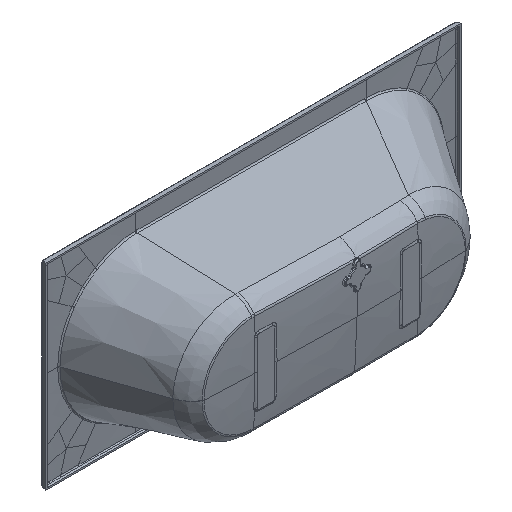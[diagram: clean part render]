
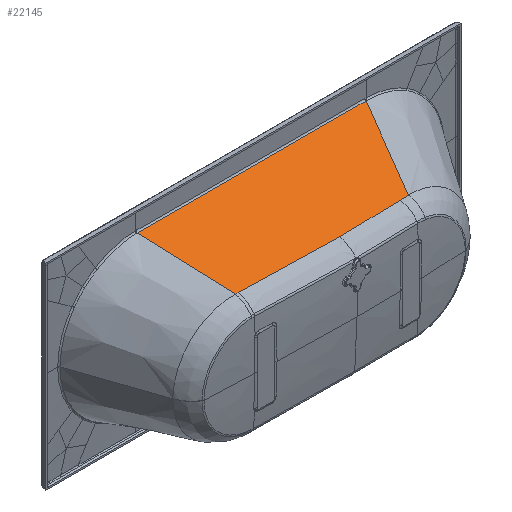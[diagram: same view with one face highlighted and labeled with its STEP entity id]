
A CAD part, isometric view. The second image highlights one B-rep face of the part: STEP entity #22145.
In plain terms, the highlighted planar face has unit normal (0, -0.191, 0.982).
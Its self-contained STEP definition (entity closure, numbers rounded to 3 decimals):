
#5290=DIRECTION('',(-0.146,0.971,0.189));
#5291=VECTOR('',#5290,402.101);
#5292=CARTESIAN_POINT('',(-467.012,-404.17,
277.889));
#5293=LINE('',#5292,#5291);
#5294=CARTESIAN_POINT('',(321.862,-407.842,277.175));
#5295=CARTESIAN_POINT('',(313.672,-407.986,277.147));
#5296=CARTESIAN_POINT('',(300.65,-408.38,277.07));
#5297=CARTESIAN_POINT('',(288.02,-408.69,277.01));
#5298=CARTESIAN_POINT('',(283.246,-408.804,276.988));
#5300=CARTESIAN_POINT('',(283.246,-408.804,276.988));
#5301=CARTESIAN_POINT('',(280.335,-408.874,276.974));
#5302=CARTESIAN_POINT('',(269.827,-409.122,276.926));
#5303=CARTESIAN_POINT('',(252.293,-409.556,276.842));
#5304=CARTESIAN_POINT('',(231.364,-410.057,276.744));
#5305=CARTESIAN_POINT('',(211.76,-410.523,276.654));
#5306=CARTESIAN_POINT('',(193.534,-410.947,276.571));
#5307=CARTESIAN_POINT('',(176.813,-411.329,276.497));
#5308=CARTESIAN_POINT('',(161.412,-411.672,276.43));
#5309=CARTESIAN_POINT('',(146.879,-411.988,276.369));
#5310=CARTESIAN_POINT('',(132.802,-412.284,276.312));
#5311=CARTESIAN_POINT('',(119.356,-412.555,276.259));
#5312=CARTESIAN_POINT('',(106.8,-412.797,276.212));
#5313=CARTESIAN_POINT('',(94.833,-413.015,276.169));
#5314=CARTESIAN_POINT('',(82.991,-413.217,276.13));
#5315=CARTESIAN_POINT('',(71.146,-413.402,276.094));
#5316=CARTESIAN_POINT('',(59.309,-413.567,276.062));
#5317=CARTESIAN_POINT('',(47.455,-413.709,276.034));
#5318=CARTESIAN_POINT('',(35.598,-413.825,276.012));
#5319=CARTESIAN_POINT('',(23.732,-413.91,275.995));
#5320=CARTESIAN_POINT('',(11.855,-413.963,275.985));
#5321=CARTESIAN_POINT('',(3.958,-413.975,275.983));
#5322=CARTESIAN_POINT('',(0.,-413.975,
275.983));
#5324=CARTESIAN_POINT('',(0.,-413.975,
275.983));
#5325=CARTESIAN_POINT('',(-7.021,-413.958,
275.986));
#5326=CARTESIAN_POINT('',(-20.38,-413.907,
275.996));
#5327=CARTESIAN_POINT('',(-38.294,-413.784,
276.02));
#5328=CARTESIAN_POINT('',(-54.31,-413.609,
276.054));
#5329=CARTESIAN_POINT('',(-68.607,-413.417,
276.091));
#5330=CARTESIAN_POINT('',(-81.376,-413.22,
276.129));
#5331=CARTESIAN_POINT('',(-92.514,-413.032,
276.166));
#5332=CARTESIAN_POINT('',(-102.256,-412.857,
276.2));
#5333=CARTESIAN_POINT('',(-111.49,-412.684,
276.234));
#5334=CARTESIAN_POINT('',(-120.994,-412.498,
276.27));
#5335=CARTESIAN_POINT('',(-129.502,-412.327,
276.303));
#5336=CARTESIAN_POINT('',(-138.719,-412.136,
276.34));
#5337=CARTESIAN_POINT('',(-148.887,-411.921,
276.382));
#5338=CARTESIAN_POINT('',(-159.855,-411.683,
276.428));
#5339=CARTESIAN_POINT('',(-170.153,-411.454,
276.473));
#5340=CARTESIAN_POINT('',(-179.323,-411.248,
276.513));
#5341=CARTESIAN_POINT('',(-188.919,-411.029,
276.555));
#5342=CARTESIAN_POINT('',(-196.944,-410.844,
276.591));
#5343=CARTESIAN_POINT('',(-205.7,-410.64,
276.631));
#5344=CARTESIAN_POINT('',(-215.295,-410.415,
276.675));
#5345=CARTESIAN_POINT('',(-224.096,-410.207,
276.715));
#5346=CARTESIAN_POINT('',(-234.114,-409.968,
276.762));
#5347=CARTESIAN_POINT('',(-245.095,-409.704,
276.813));
#5348=CARTESIAN_POINT('',(-255.904,-409.443,
276.864));
#5349=CARTESIAN_POINT('',(-268.175,-409.144,
276.922));
#5350=CARTESIAN_POINT('',(-281.998,-408.806,
276.988));
#5351=CARTESIAN_POINT('',(-297.258,-408.43,
277.061));
#5352=CARTESIAN_POINT('',(-312.966,-408.04,
277.136));
#5353=CARTESIAN_POINT('',(-328.441,-407.655,
277.211));
#5354=CARTESIAN_POINT('',(-343.273,-407.284,
277.283));
#5355=CARTESIAN_POINT('',(-357.474,-406.927,
277.353));
#5356=CARTESIAN_POINT('',(-370.242,-406.605,
277.415));
#5357=CARTESIAN_POINT('',(-380.889,-406.337,
277.467));
#5358=CARTESIAN_POINT('',(-391.499,-406.069,
277.519));
#5359=CARTESIAN_POINT('',(-400.375,-405.845,
277.563));
#5360=CARTESIAN_POINT('',(-409.366,-405.615,
277.608));
#5361=CARTESIAN_POINT('',(-418.649,-405.378,
277.654));
#5362=CARTESIAN_POINT('',(-427.003,-405.165,
277.695));
#5363=CARTESIAN_POINT('',(-435.466,-404.953,
277.736));
#5364=CARTESIAN_POINT('',(-444.477,-404.727,
277.78));
#5365=CARTESIAN_POINT('',(-450.955,-404.565,
277.812));
#5366=CARTESIAN_POINT('',(-454.303,-404.481,
277.828));
#5368=CARTESIAN_POINT('',(-454.303,-404.481,
277.828));
#5369=CARTESIAN_POINT('',(-455.723,-404.447,
277.835));
#5370=CARTESIAN_POINT('',(-458.558,-404.377,
277.848));
#5371=CARTESIAN_POINT('',(-462.794,-404.274,
277.868));
#5372=CARTESIAN_POINT('',(-465.608,-404.205,
277.882));
#5373=CARTESIAN_POINT('',(-467.012,-404.17,
277.889));
#5379=DIRECTION('',(-1.,0.,0.));
#5380=VECTOR('',#5379,1046.814);
#5381=CARTESIAN_POINT('',(521.247,-13.664,353.795));
#5382=LINE('',#5381,#5380);
#5405=DIRECTION('',(0.445,0.879,0.171));
#5406=VECTOR('',#5405,448.332);
#5407=CARTESIAN_POINT('',(321.862,-407.842,277.175));
#5408=LINE('',#5407,#5406);
#9593=CARTESIAN_POINT('',(-467.012,-404.17,
277.889));
#9594=CARTESIAN_POINT('',(-525.567,-13.664,
353.795));
#9595=VERTEX_POINT('',#9593);
#9596=VERTEX_POINT('',#9594);
#9601=CARTESIAN_POINT('',(521.247,-13.664,353.795));
#9602=VERTEX_POINT('',#9601);
#9603=CARTESIAN_POINT('',(321.862,-407.842,277.175));
#9604=VERTEX_POINT('',#9603);
#9605=VERTEX_POINT('',#5298);
#9606=VERTEX_POINT('',#5322);
#9607=VERTEX_POINT('',#5366);
#22125=CARTESIAN_POINT('',(-69.897,-213.82,
314.889));
#22126=DIRECTION('',(0.,-0.191,0.982));
#22127=DIRECTION('',(-0.045,0.981,0.191));
#22128=AXIS2_PLACEMENT_3D('',#22125,#22126,#22127);
#22129=PLANE('',#22128);
#22130=ORIENTED_EDGE('',*,*,#22107,.T.);
#22132=ORIENTED_EDGE('',*,*,#22131,.F.);
#22134=ORIENTED_EDGE('',*,*,#22133,.F.);
#22136=ORIENTED_EDGE('',*,*,#22135,.T.);
#22138=ORIENTED_EDGE('',*,*,#22137,.T.);
#22140=ORIENTED_EDGE('',*,*,#22139,.T.);
#22142=ORIENTED_EDGE('',*,*,#22141,.T.);
#22143=EDGE_LOOP('',(#22130,#22132,#22134,#22136,#22138,#22140,#22142));
#22144=FACE_OUTER_BOUND('',#22143,.F.);
#22145=ADVANCED_FACE('',(#22144),#22129,.T.);
#5299=B_SPLINE_CURVE_WITH_KNOTS('',3,(#5294,#5295,#5296,#5297,#5298),
.UNSPECIFIED.,.F.,.F.,(4,1,4),(0.,0.617,1.),.UNSPECIFIED.);
#5323=B_SPLINE_CURVE_WITH_KNOTS('',3,(#5300,#5301,#5302,#5303,#5304,#5305,#5306,
#5307,#5308,#5309,#5310,#5311,#5312,#5313,#5314,#5315,#5316,#5317,#5318,#5319,
#5320,#5321,#5322),.UNSPECIFIED.,.F.,.F.,(4,1,1,1,1,1,1,1,1,1,1,1,1,1,1,1,1,1,1,
1,4),(0.,0.02,0.071,0.123,
0.174,0.226,0.278,0.329,
0.381,0.432,0.484,0.536,
0.587,0.639,0.69,0.742,
0.794,0.845,0.897,0.948,1.),
.UNSPECIFIED.);
#5367=B_SPLINE_CURVE_WITH_KNOTS('',3,(#5324,#5325,#5326,#5327,#5328,#5329,#5330,
#5331,#5332,#5333,#5334,#5335,#5336,#5337,#5338,#5339,#5340,#5341,#5342,#5343,
#5344,#5345,#5346,#5347,#5348,#5349,#5350,#5351,#5352,#5353,#5354,#5355,#5356,
#5357,#5358,#5359,#5360,#5361,#5362,#5363,#5364,#5365,#5366),.UNSPECIFIED.,.F.,
.F.,(4,1,1,1,1,1,1,1,1,1,1,1,1,1,1,1,1,1,1,1,1,1,1,1,1,1,1,1,1,1,1,1,1,1,1,1,1,
1,1,1,4),(0.,0.025,0.05,0.075,0.1,0.125,0.15,0.175,0.2,0.225,
0.25,0.275,0.3,0.325,0.35,0.375,0.4,0.425,0.45,0.475,0.5,
0.525,0.55,0.575,0.6,0.625,0.65,0.675,0.7,0.725,0.75,
0.775,0.8,0.825,0.85,0.875,0.9,0.925,0.95,0.975,1.),
.UNSPECIFIED.);
#5374=B_SPLINE_CURVE_WITH_KNOTS('',3,(#5368,#5369,#5370,#5371,#5372,#5373),
.UNSPECIFIED.,.F.,.F.,(4,1,1,4),(0.,0.333,0.667,1.),
.UNSPECIFIED.);
#22107=EDGE_CURVE('',#9595,#9596,#5293,.T.);
#22131=EDGE_CURVE('',#9602,#9596,#5382,.T.);
#22133=EDGE_CURVE('',#9604,#9602,#5408,.T.);
#22135=EDGE_CURVE('',#9604,#9605,#5299,.T.);
#22137=EDGE_CURVE('',#9605,#9606,#5323,.T.);
#22139=EDGE_CURVE('',#9606,#9607,#5367,.T.);
#22141=EDGE_CURVE('',#9607,#9595,#5374,.T.);
